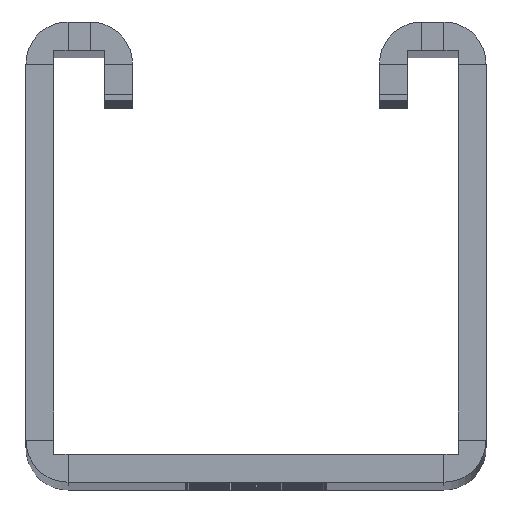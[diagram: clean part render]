
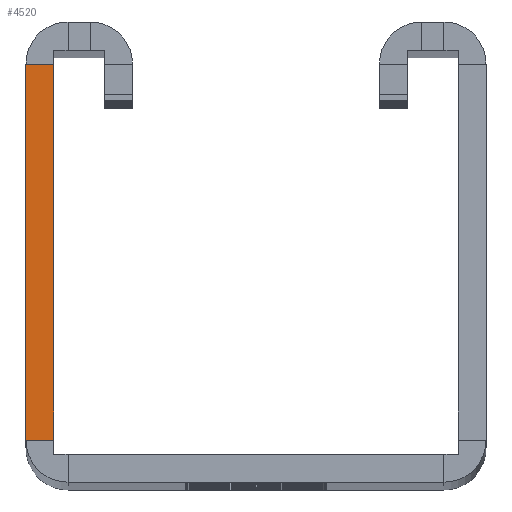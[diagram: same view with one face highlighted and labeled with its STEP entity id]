
A CAD part, top view. The second image highlights one B-rep face of the part: STEP entity #4520.
In plain terms, the highlighted planar face has unit normal (0, 0, 1).
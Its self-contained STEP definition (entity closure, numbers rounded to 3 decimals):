
#674 = LINE ( 'NONE', #6785, #19658 ) ;
#1533 = CARTESIAN_POINT ( 'NONE',  ( -18., 37.25, 0. ) ) ;
#1568 = DIRECTION ( 'NONE',  ( 0., 1., 0. ) ) ;
#3197 = ORIENTED_EDGE ( 'NONE', *, *, #24411, .T. ) ;
#4077 = ORIENTED_EDGE ( 'NONE', *, *, #15116, .T. ) ;
#4520 = ADVANCED_FACE ( 'NONE', ( #6460 ), #15211, .T. ) ;
#5387 = CARTESIAN_POINT ( 'NONE',  ( -20.5, 0., 0. ) ) ;
#6460 = FACE_OUTER_BOUND ( 'NONE', #24315, .T. ) ;
#6785 = CARTESIAN_POINT ( 'NONE',  ( -20.5, 3.75, 0. ) ) ;
#6813 = VERTEX_POINT ( 'NONE', #20191 ) ;
#7276 = CARTESIAN_POINT ( 'NONE',  ( -16.75, 2.5, 0. ) ) ;
#7496 = LINE ( 'NONE', #19305, #18417 ) ;
#7714 = DIRECTION ( 'NONE',  ( 1., 0., 0. ) ) ;
#8991 = AXIS2_PLACEMENT_3D ( 'NONE', #7276, #9280, #7714 ) ;
#9010 = DIRECTION ( 'NONE',  ( 1., 0., 0. ) ) ;
#9280 = DIRECTION ( 'NONE',  ( 0., 0., 1. ) ) ;
#10343 = DIRECTION ( 'NONE',  ( -1., 0., 0. ) ) ;
#10419 = EDGE_CURVE ( 'NONE', #18909, #6813, #674, .T. ) ;
#10761 = VERTEX_POINT ( 'NONE', #1533 ) ;
#11315 = DIRECTION ( 'NONE',  ( 0., 1., 0. ) ) ;
#11518 = LINE ( 'NONE', #5387, #13066 ) ;
#11820 = ORIENTED_EDGE ( 'NONE', *, *, #10419, .T. ) ;
#12709 = VERTEX_POINT ( 'NONE', #14016 ) ;
#13066 = VECTOR ( 'NONE', #11315, 1000. ) ;
#14016 = CARTESIAN_POINT ( 'NONE',  ( -20.5, 37.25, 0. ) ) ;
#15116 = EDGE_CURVE ( 'NONE', #6813, #10761, #7496, .T. ) ;
#15146 = VECTOR ( 'NONE', #10343, 1000. ) ;
#15211 = PLANE ( 'NONE',  #8991 ) ;
#16919 = ORIENTED_EDGE ( 'NONE', *, *, #22920, .F. ) ;
#18417 = VECTOR ( 'NONE', #1568, 1000. ) ;
#18909 = VERTEX_POINT ( 'NONE', #22645 ) ;
#19305 = CARTESIAN_POINT ( 'NONE',  ( -18., 0., 0. ) ) ;
#19658 = VECTOR ( 'NONE', #9010, 1000. ) ;
#20191 = CARTESIAN_POINT ( 'NONE',  ( -18., 3.75, 0. ) ) ;
#22257 = CARTESIAN_POINT ( 'NONE',  ( -18., 37.25, 0. ) ) ;
#22645 = CARTESIAN_POINT ( 'NONE',  ( -20.5, 3.75, 0. ) ) ;
#22920 = EDGE_CURVE ( 'NONE', #18909, #12709, #11518, .T. ) ;
#22934 = LINE ( 'NONE', #22257, #15146 ) ;
#24315 = EDGE_LOOP ( 'NONE', ( #16919, #11820, #4077, #3197 ) ) ;
#24411 = EDGE_CURVE ( 'NONE', #10761, #12709, #22934, .T. ) ;
